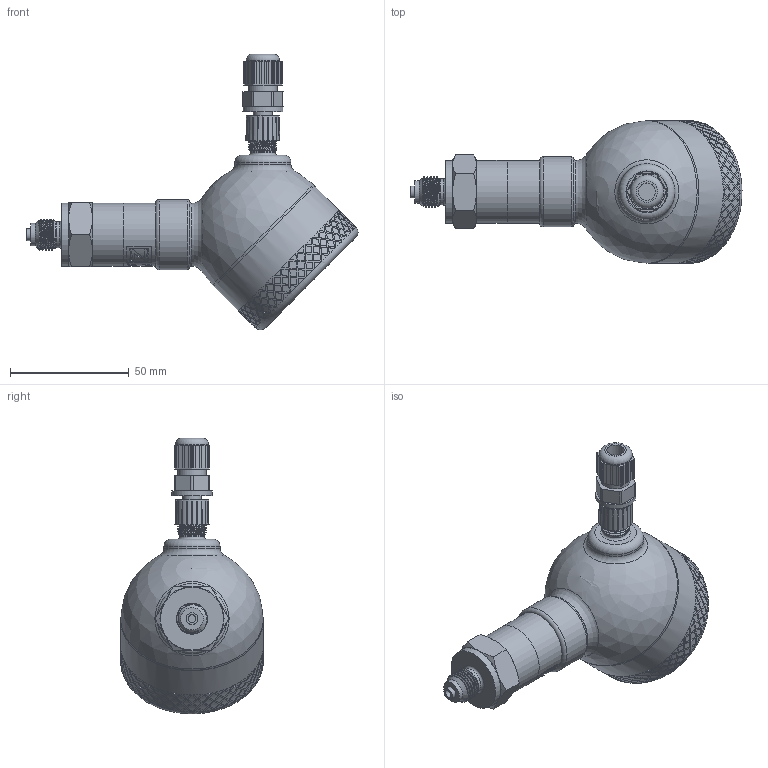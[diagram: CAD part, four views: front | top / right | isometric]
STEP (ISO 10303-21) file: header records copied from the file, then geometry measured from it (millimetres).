
FILE_DESCRIPTION(/* description */ (''),/* implementation_level */ '2;1');
FILE_NAME(/* name */ 'APZ3420FH_9_M12x1-straight.step',/* time_stamp */ '2021-06-30T14:35:47+03:00',/* author */ (''),/* organization */ (''),/* preprocessor_version */ 'ST-DEVELOPER v18.1',/* originating_system */ 'Autodesk Translation Framework v10.9.0.1377',/* authorisation */ '');
FILE_SCHEMA (('AUTOMOTIVE_DESIGN { 1 0 10303 214 3 1 1 }'));
Length unit declared in the file: millimetre
Products named in the file (7): Полевой корпус 
3420 3421 3230 заполненный; G 1\4 EN; FieldHousing Assembly v16; main body; Крышка без 
дисплея; Адаптер М12х1; M12x1 female straight v9
Assembly tree (6 placements, depth 3):
  Полевой корпус 
3420 3421 3230 заполненный
    G 1\4 EN
    FieldHousing Assembly v16
      main body
      Крышка без 
дисплея
      Адаптер М12х1
      M12x1 female straight v9
Bounding box: 139.91 x 60.1 x 116.17 mm (x, y, z)
Volume: 168285 mm3; surface area: 45066.5 mm2
Topology: 6 solids, 6 shells, 1528 faces, 3821 edges, 2507 vertices
Faces by surface type: bspline 900, cylinder 300, plane 260, cone 44, torus 21, sphere 3
Full cylindrical faces by diameter (mm): 1 x4, 3.3 x1, 5 x1, 7.3 x1, 8 x3, 9.3 x1, 9.5 x1, 10.293 x1, 10.5 x2, 10.741 x7, 11 x1, 11.445 x4, 11.884 x6, 12 x1, 14 x1, 17 x1, 19.7 x1, 21.6 x1, 22.4 x1, 23.6 x1, 24.5 x2, 26.5 x2, 29.5 x1, 55 x9, 56.5 x1, 57.2 x1, 60 x2
Entity records: 65493 total; most frequent: CARTESIAN_POINT 36156, ORIENTED_EDGE 7640, EDGE_CURVE 3820, DIRECTION 3015, B_SPLINE_CURVE_WITH_KNOTS 2570, VERTEX_POINT 2507, EDGE_LOOP 1735, FACE_OUTER_BOUND 1528
